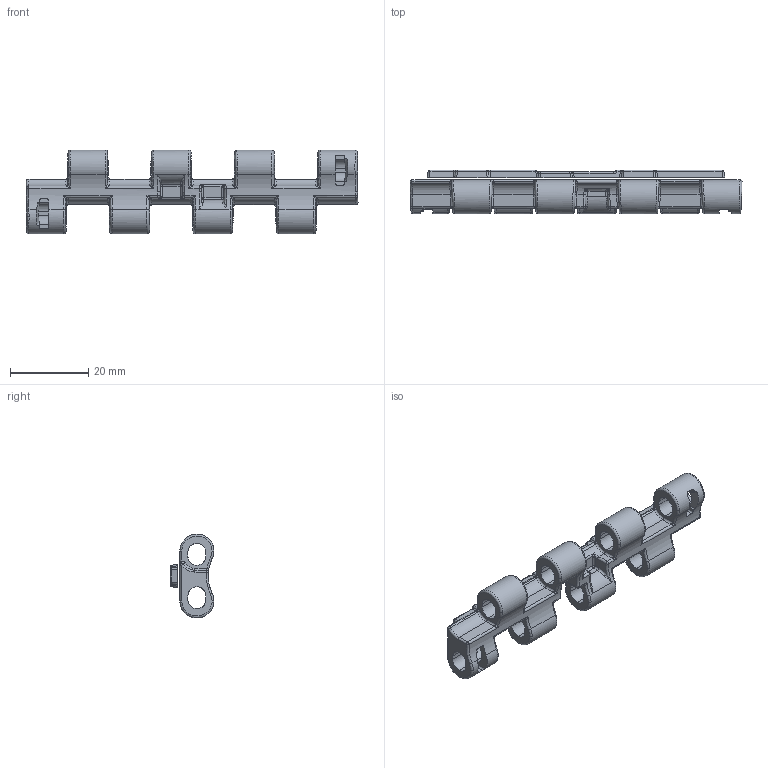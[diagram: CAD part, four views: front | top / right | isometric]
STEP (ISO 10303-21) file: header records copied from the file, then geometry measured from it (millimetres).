
FILE_DESCRIPTION (( 'STEP AP214' ), '1' );
FILE_NAME ('LF912301GF.2.STEP', '2021-03-12T07:28:15', ( '' ), ( '' ), 'SwSTEP 2.0', 'SolidWorks 2019', '' );
FILE_SCHEMA (( 'AUTOMOTIVE_DESIGN' ));
Length unit declared in the file: millimetre
Products named in the file (3): 9434; LF912301GF.2; goma-A-LF9123GF01.2_con forma
Assembly tree (2 placements, depth 2):
  LF912301GF.2
    9434
    goma-A-LF9123GF01.2_con forma
Bounding box: 84.69 x 11.2 x 21.4 mm (x, y, z)
Volume: 6036.5 mm3; surface area: 6494.6 mm2
Topology: 2 solids, 2 shells, 500 faces, 1261 edges, 715 vertices
Faces by surface type: cylinder 197, bspline 170, plane 102, sphere 31
Entity records: 18016 total; most frequent: CARTESIAN_POINT 8083, ORIENTED_EDGE 2418, DIRECTION 1718, EDGE_CURVE 1209, VERTEX_POINT 710, AXIS2_PLACEMENT_3D 635, EDGE_LOOP 517, ADVANCED_FACE 500
